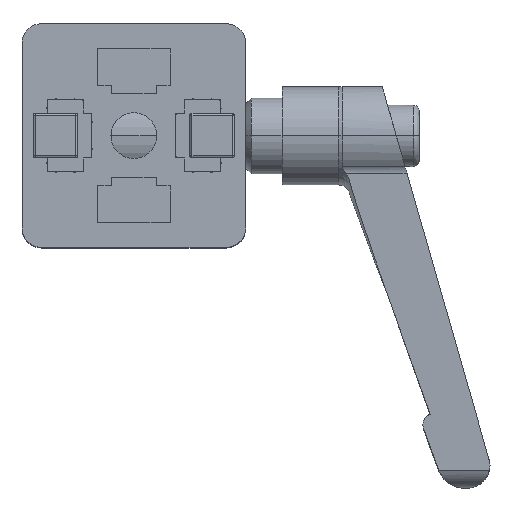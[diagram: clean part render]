
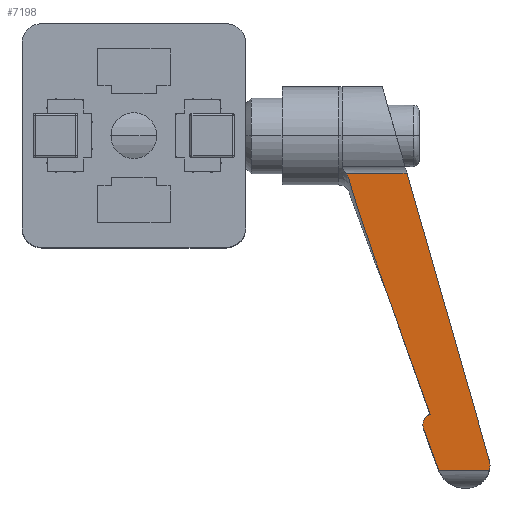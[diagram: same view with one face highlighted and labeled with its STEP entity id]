
A CAD part, top view. The second image highlights one B-rep face of the part: STEP entity #7198.
In plain terms, the highlighted planar face has unit normal (0, -0.035, 0.999).
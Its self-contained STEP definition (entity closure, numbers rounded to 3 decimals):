
#100 = CARTESIAN_POINT ( 'NONE',  ( 53.014, -49.751, 34.972 ) ) ;
#199 = EDGE_CURVE ( 'NONE', #9350, #15217, #1039, .T. ) ;
#411 = CARTESIAN_POINT ( 'NONE',  ( 40.655, -14.823, 36.192 ) ) ;
#1011 = DIRECTION ( 'NONE',  ( 1., 0., 0. ) ) ;
#1039 = B_SPLINE_CURVE_WITH_KNOTS ( 'NONE', 3,
 ( #11507, #15574, #2995, #24333, #21880, #23804, #9718, #26370, #22020, #17455, #20084, #7656, #19816, #17861, #17716, #3276 ),
 .UNSPECIFIED., .F., .F.,
 ( 4, 2, 2, 2, 2, 2, 2, 4 ),
 ( 0., 0., 0.001, 0.001, 0.002, 0.002, 0.002, 0.003 ),
 .UNSPECIFIED. ) ;
#1317 = ORIENTED_EDGE ( 'NONE', *, *, #6743, .F. ) ;
#1416 = LINE ( 'NONE', #14136, #6994 ) ;
#1754 = EDGE_LOOP ( 'NONE', ( #4098, #12721, #24679, #12316, #16177, #13829, #1317, #20781, #22524 ) ) ;
#2341 = CARTESIAN_POINT ( 'NONE',  ( 43.042, -21.838, 35.947 ) ) ;
#2541 = EDGE_CURVE ( 'NONE', #4707, #13028, #6857, .T. ) ;
#2660 = CARTESIAN_POINT ( 'NONE',  ( 53.552, -57.131, 34.715 ) ) ;
#2698 = EDGE_CURVE ( 'NONE', #15350, #4570, #14020, .T. ) ;
#2748 = CARTESIAN_POINT ( 'NONE',  ( 20., -59.921, 34.617 ) ) ;
#2847 = DIRECTION ( 'NONE',  ( -0.275, 0.961, 0.034 ) ) ;
#2857 = CARTESIAN_POINT ( 'NONE',  ( 38.001, -6.706, 36.476 ) ) ;
#2882 = CARTESIAN_POINT ( 'NONE',  ( 38.983, -9.521, 36.377 ) ) ;
#2995 = CARTESIAN_POINT ( 'NONE',  ( 51.741, -52.083, 34.891 ) ) ;
#3010 = CARTESIAN_POINT ( 'NONE',  ( 63.538, -59.921, 34.617 ) ) ;
#3276 = CARTESIAN_POINT ( 'NONE',  ( 53.014, -49.751, 34.972 ) ) ;
#3681 = CARTESIAN_POINT ( 'NONE',  ( 54.42, -59.529, 34.631 ) ) ;
#4098 = ORIENTED_EDGE ( 'NONE', *, *, #17234, .F. ) ;
#4570 = VERTEX_POINT ( 'NONE', #8132 ) ;
#4707 = VERTEX_POINT ( 'NONE', #17368 ) ;
#4929 = CARTESIAN_POINT ( 'NONE',  ( 51.756, -46.266, 35.094 ) ) ;
#5056 = CARTESIAN_POINT ( 'NONE',  ( 63.685, -59.402, 34.635 ) ) ;
#5244 = VECTOR ( 'NONE', #14914, 1000. ) ;
#6349 = VERTEX_POINT ( 'NONE', #23626 ) ;
#6743 = EDGE_CURVE ( 'NONE', #13028, #15350, #23527, .T. ) ;
#6857 = B_SPLINE_CURVE_WITH_KNOTS ( 'NONE', 3,
 ( #13412, #21749, #5056, #3010 ),
 .UNSPECIFIED., .F., .F.,
 ( 4, 4 ),
 ( 0., 0.002 ),
 .UNSPECIFIED. ) ;
#6994 = VECTOR ( 'NONE', #1011, 1000. ) ;
#7090 = CARTESIAN_POINT ( 'NONE',  ( 63.664, -58.339, 34.672 ) ) ;
#7198 = ADVANCED_FACE ( 'NONE', ( #18360 ), #18090, .F. ) ;
#7656 = CARTESIAN_POINT ( 'NONE',  ( 52.159, -50.351, 34.951 ) ) ;
#7657 = B_SPLINE_CURVE_WITH_KNOTS ( 'NONE', 3,
 ( #15036, #19238, #17039, #21594, #23240, #2857 ),
 .UNSPECIFIED., .F., .F.,
 ( 4, 2, 4 ),
 ( 0., 0.001, 0.001 ),
 .UNSPECIFIED. ) ;
#8132 = CARTESIAN_POINT ( 'NONE',  ( 54.42, -59.529, 34.631 ) ) ;
#9196 = CARTESIAN_POINT ( 'NONE',  ( 38.722, -8.631, 36.408 ) ) ;
#9283 = CARTESIAN_POINT ( 'NONE',  ( 54.58, -59.921, 34.617 ) ) ;
#9350 = VERTEX_POINT ( 'NONE', #16751 ) ;
#9640 = CARTESIAN_POINT ( 'NONE',  ( 63.538, -59.921, 34.617 ) ) ;
#9718 = CARTESIAN_POINT ( 'NONE',  ( 51.723, -51.298, 34.918 ) ) ;
#11016 = CARTESIAN_POINT ( 'NONE',  ( 51.818, -52.335, 34.882 ) ) ;
#11507 = CARTESIAN_POINT ( 'NONE',  ( 51.818, -52.335, 34.882 ) ) ;
#12315 = AXIS2_PLACEMENT_3D ( 'NONE', #24856, #22808, #14458 ) ;
#12316 = ORIENTED_EDGE ( 'NONE', *, *, #199, .F. ) ;
#12549 = B_SPLINE_CURVE_WITH_KNOTS ( 'NONE', 3,
 ( #23858, #2660, #21800, #11016 ),
 .UNSPECIFIED., .F., .F.,
 ( 4, 4 ),
 ( 0., 0.008 ),
 .UNSPECIFIED. ) ;
#12721 = ORIENTED_EDGE ( 'NONE', *, *, #21554, .F. ) ;
#12949 = EDGE_CURVE ( 'NONE', #4570, #9350, #12549, .T. ) ;
#13009 = CARTESIAN_POINT ( 'NONE',  ( 47.997, -35.805, 35.459 ) ) ;
#13028 = VERTEX_POINT ( 'NONE', #9640 ) ;
#13287 = CARTESIAN_POINT ( 'NONE',  ( 50.5, -42.78, 35.216 ) ) ;
#13412 = CARTESIAN_POINT ( 'NONE',  ( 63.664, -58.339, 34.672 ) ) ;
#13829 = ORIENTED_EDGE ( 'NONE', *, *, #2698, .F. ) ;
#14020 = B_SPLINE_CURVE_WITH_KNOTS ( 'NONE', 3,
 ( #22305, #22445, #16129, #3681 ),
 .UNSPECIFIED., .F., .F.,
 ( 4, 4 ),
 ( 0., 0. ),
 .UNSPECIFIED. ) ;
#14136 = CARTESIAN_POINT ( 'NONE',  ( 20., -6.706, 36.476 ) ) ;
#14458 = DIRECTION ( 'NONE',  ( 0., 0.999, 0.035 ) ) ;
#14765 = CARTESIAN_POINT ( 'NONE',  ( 38.479, -7.735, 36.44 ) ) ;
#14914 = DIRECTION ( 'NONE',  ( -1., 0., 0. ) ) ;
#15036 = CARTESIAN_POINT ( 'NONE',  ( 38.479, -7.735, 36.44 ) ) ;
#15217 = VERTEX_POINT ( 'NONE', #100 ) ;
#15350 = VERTEX_POINT ( 'NONE', #9283 ) ;
#15574 = CARTESIAN_POINT ( 'NONE',  ( 51.773, -52.21, 34.887 ) ) ;
#15957 = VERTEX_POINT ( 'NONE', #14765 ) ;
#16129 = CARTESIAN_POINT ( 'NONE',  ( 54.468, -59.662, 34.626 ) ) ;
#16177 = ORIENTED_EDGE ( 'NONE', *, *, #12949, .F. ) ;
#16751 = CARTESIAN_POINT ( 'NONE',  ( 51.818, -52.335, 34.882 ) ) ;
#17039 = CARTESIAN_POINT ( 'NONE',  ( 38.364, -7.372, 36.452 ) ) ;
#17068 = CARTESIAN_POINT ( 'NONE',  ( 39.801, -12.178, 36.284 ) ) ;
#17234 = EDGE_CURVE ( 'NONE', #20284, #6349, #1416, .T. ) ;
#17368 = CARTESIAN_POINT ( 'NONE',  ( 63.664, -58.339, 34.672 ) ) ;
#17455 = CARTESIAN_POINT ( 'NONE',  ( 51.938, -50.678, 34.94 ) ) ;
#17463 = CARTESIAN_POINT ( 'NONE',  ( 38.479, -7.735, 36.44 ) ) ;
#17716 = CARTESIAN_POINT ( 'NONE',  ( 52.764, -49.843, 34.969 ) ) ;
#17861 = CARTESIAN_POINT ( 'NONE',  ( 52.535, -49.984, 34.964 ) ) ;
#18090 = PLANE ( 'NONE',  #12315 ) ;
#18360 = FACE_OUTER_BOUND ( 'NONE', #1754, .T. ) ;
#19123 = CARTESIAN_POINT ( 'NONE',  ( 41.245, -16.579, 36.131 ) ) ;
#19238 = CARTESIAN_POINT ( 'NONE',  ( 38.429, -7.551, 36.446 ) ) ;
#19496 = LINE ( 'NONE', #7090, #20649 ) ;
#19542 = CARTESIAN_POINT ( 'NONE',  ( 44.272, -25.333, 35.825 ) ) ;
#19816 = CARTESIAN_POINT ( 'NONE',  ( 52.247, -50.252, 34.955 ) ) ;
#20084 = CARTESIAN_POINT ( 'NONE',  ( 52.004, -50.565, 34.944 ) ) ;
#20284 = VERTEX_POINT ( 'NONE', #25662 ) ;
#20639 = B_SPLINE_CURVE_WITH_KNOTS ( 'NONE', 3,
 ( #23395, #4929, #13287, #13009, #25852, #19542, #2341, #19123, #411, #17068, #21618, #2882, #9196, #17463 ),
 .UNSPECIFIED., .F., .F.,
 ( 4, 2, 2, 2, 2, 2, 4 ),
 ( 0., 0.011, 0.022, 0.033, 0.039, 0.042, 0.044 ),
 .UNSPECIFIED. ) ;
#20649 = VECTOR ( 'NONE', #2847, 1000. ) ;
#20781 = ORIENTED_EDGE ( 'NONE', *, *, #2541, .F. ) ;
#21554 = EDGE_CURVE ( 'NONE', #15957, #20284, #7657, .T. ) ;
#21594 = CARTESIAN_POINT ( 'NONE',  ( 38.206, -7.028, 36.464 ) ) ;
#21618 = CARTESIAN_POINT ( 'NONE',  ( 39.522, -11.295, 36.315 ) ) ;
#21749 = CARTESIAN_POINT ( 'NONE',  ( 63.727, -58.875, 34.654 ) ) ;
#21800 = CARTESIAN_POINT ( 'NONE',  ( 52.685, -54.733, 34.798 ) ) ;
#21880 = CARTESIAN_POINT ( 'NONE',  ( 51.694, -51.691, 34.905 ) ) ;
#22020 = CARTESIAN_POINT ( 'NONE',  ( 51.829, -50.916, 34.932 ) ) ;
#22305 = CARTESIAN_POINT ( 'NONE',  ( 54.58, -59.921, 34.617 ) ) ;
#22445 = CARTESIAN_POINT ( 'NONE',  ( 54.521, -59.793, 34.622 ) ) ;
#22524 = ORIENTED_EDGE ( 'NONE', *, *, #25994, .T. ) ;
#22808 = DIRECTION ( 'NONE',  ( 0., 0.035, -0.999 ) ) ;
#23240 = CARTESIAN_POINT ( 'NONE',  ( 38.112, -6.862, 36.47 ) ) ;
#23395 = CARTESIAN_POINT ( 'NONE',  ( 53.014, -49.751, 34.972 ) ) ;
#23527 = LINE ( 'NONE', #2748, #5244 ) ;
#23626 = CARTESIAN_POINT ( 'NONE',  ( 48.857, -6.706, 36.476 ) ) ;
#23804 = CARTESIAN_POINT ( 'NONE',  ( 51.705, -51.428, 34.914 ) ) ;
#23858 = CARTESIAN_POINT ( 'NONE',  ( 54.42, -59.529, 34.631 ) ) ;
#24305 = EDGE_CURVE ( 'NONE', #15217, #15957, #20639, .T. ) ;
#24333 = CARTESIAN_POINT ( 'NONE',  ( 51.701, -51.824, 34.9 ) ) ;
#24679 = ORIENTED_EDGE ( 'NONE', *, *, #24305, .F. ) ;
#24856 = CARTESIAN_POINT ( 'NONE',  ( 20., -6.706, 36.476 ) ) ;
#25662 = CARTESIAN_POINT ( 'NONE',  ( 38.001, -6.706, 36.476 ) ) ;
#25852 = CARTESIAN_POINT ( 'NONE',  ( 46.749, -32.317, 35.581 ) ) ;
#25994 = EDGE_CURVE ( 'NONE', #4707, #6349, #19496, .T. ) ;
#26370 = CARTESIAN_POINT ( 'NONE',  ( 51.785, -51.043, 34.927 ) ) ;
